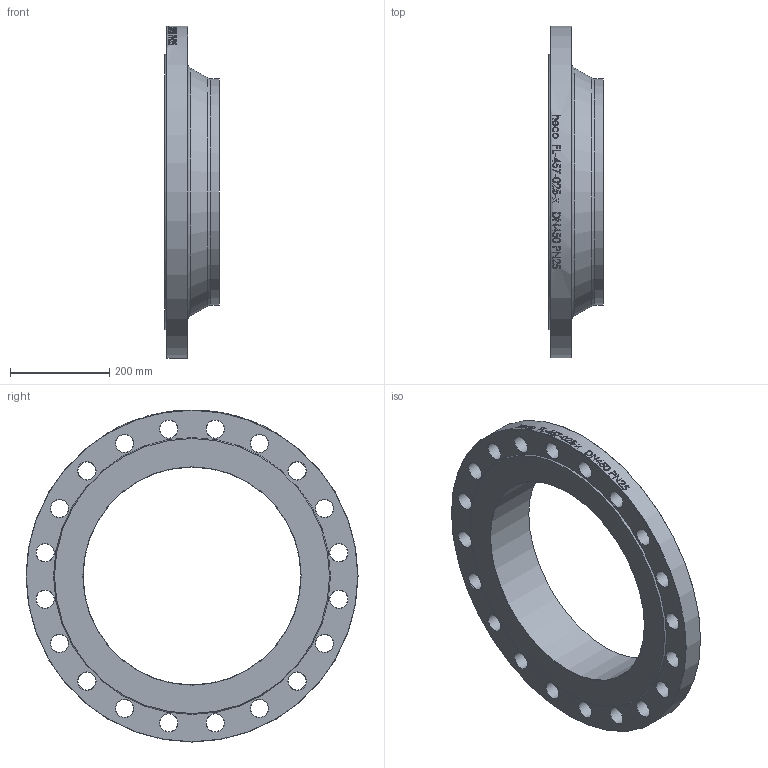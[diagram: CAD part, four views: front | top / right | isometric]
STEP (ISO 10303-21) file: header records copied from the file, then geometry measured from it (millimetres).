
FILE_DESCRIPTION (( 'STEP AP214' ), '1' );
FILE_NAME ('FL-457-025-x Vorschweissflansch DN450 PN25 iso DIN2634 2009.STEP', '2020-09-23T09:18:06', ( '' ), ( '' ), 'SwSTEP 2.0', 'SolidWorks 2019', '' );
FILE_SCHEMA (( 'AUTOMOTIVE_DESIGN' ));
Length unit declared in the file: millimetre
Products named in the file (1): FL-457-025-x Vorschweissflansch DN450 PN25 iso DIN2634 2009
Bounding box: 110 x 670 x 670 mm (x, y, z)
Volume: 9578221.3 mm3; surface area: 763222.6 mm2
Topology: 1 solids, 1 shells, 109 faces, 460 edges, 387 vertices
Faces by surface type: cylinder 58, cone 45, plane 4, torus 2
Full cylindrical faces by diameter (mm): 36 x20, 439.4 x1, 457 x1, 670 x1
Entity records: 10579 total; most frequent: CARTESIAN_POINT 6832, ORIENTED_EDGE 718, DIRECTION 595, EDGE_CURVE 359, VERTEX_POINT 359, AXIS2_PLACEMENT_3D 273, EDGE_LOOP 254, CIRCLE 165
